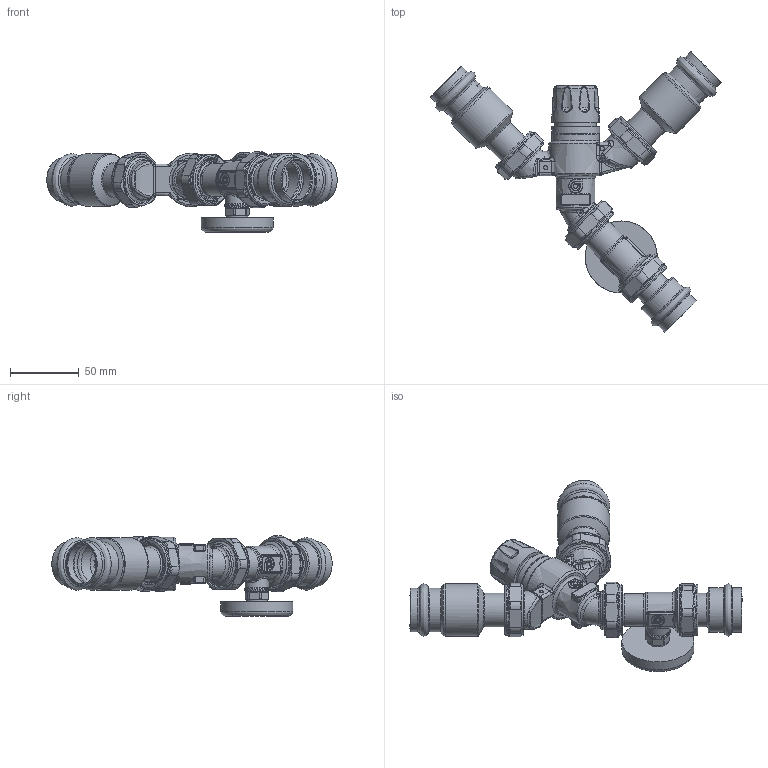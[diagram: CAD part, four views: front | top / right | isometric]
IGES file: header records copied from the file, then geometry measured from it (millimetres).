
Global section: file name: 520616AC 001_Simplify_1; native system: Autodesk Inventor 2025; preprocessor: unknown; author: ischreiner; date: 20250731.144638; units: inch
Bounding box: 211.03 x 203.67 x 58.25 mm (x, y, z)
Volume: 260920.7 mm3; surface area: 98825.9 mm2
Topology: 11 solids, 11 shells, 1934 faces, 4682 edges, 2651 vertices
Faces by surface type: bspline 1934
